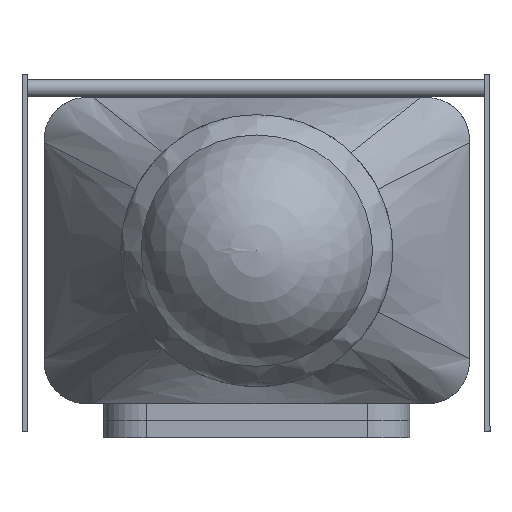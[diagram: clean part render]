
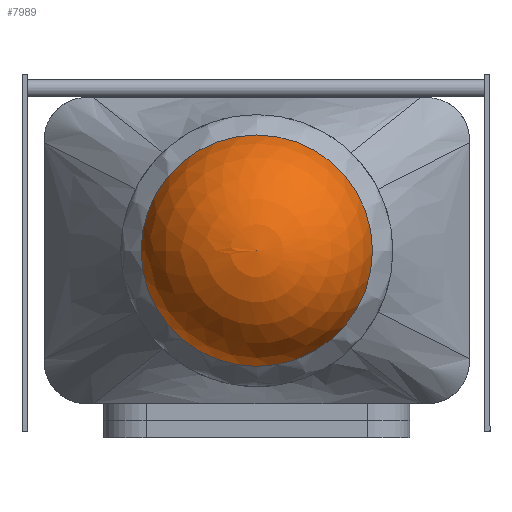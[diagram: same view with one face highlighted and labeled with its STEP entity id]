
A CAD part, left-side view. The second image highlights one B-rep face of the part: STEP entity #7989.
In plain terms, the highlighted spherical face has radius 70 mm.
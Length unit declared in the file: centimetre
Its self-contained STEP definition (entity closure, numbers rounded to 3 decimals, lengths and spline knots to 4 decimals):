
#119=SPHERICAL_SURFACE('',#8760,7.);
#680=CIRCLE('',#8761,7.);
#681=CIRCLE('',#8762,7.);
#1290=FACE_OUTER_BOUND('',#1888,.T.);
#1888=EDGE_LOOP('',(#6331,#6332,#6333));
#3753=VERTEX_POINT('',#12576);
#3754=VERTEX_POINT('',#12578);
#4683=EDGE_CURVE('',#3753,#3753,#680,.T.);
#4684=EDGE_CURVE('',#3753,#3754,#681,.T.);
#6331=ORIENTED_EDGE('',*,*,#4683,.F.);
#6332=ORIENTED_EDGE('',*,*,#4684,.T.);
#6333=ORIENTED_EDGE('',*,*,#4684,.F.);
#7989=ADVANCED_FACE('',(#1290),#119,.T.);
#8760=AXIS2_PLACEMENT_3D('',#12575,#10318,#10319);
#8761=AXIS2_PLACEMENT_3D('',#12577,#10320,#10321);
#8762=AXIS2_PLACEMENT_3D('',#12579,#10322,#10323);
#10318=DIRECTION('center_axis',(1.,0.,0.));
#10319=DIRECTION('ref_axis',(0.,-1.,0.));
#10320=DIRECTION('center_axis',(1.,0.,0.));
#10321=DIRECTION('ref_axis',(0.,0.,-1.));
#10322=DIRECTION('center_axis',(0.,0.,1.));
#10323=DIRECTION('ref_axis',(0.,1.,0.));
#12575=CARTESIAN_POINT('Origin',(-9.75,0.,0.));
#12576=CARTESIAN_POINT('',(-9.75,7.,0.));
#12577=CARTESIAN_POINT('Origin',(-9.75,0.,0.));
#12578=CARTESIAN_POINT('',(-16.75,0.,0.));
#12579=CARTESIAN_POINT('Origin',(-9.75,0.,0.));
